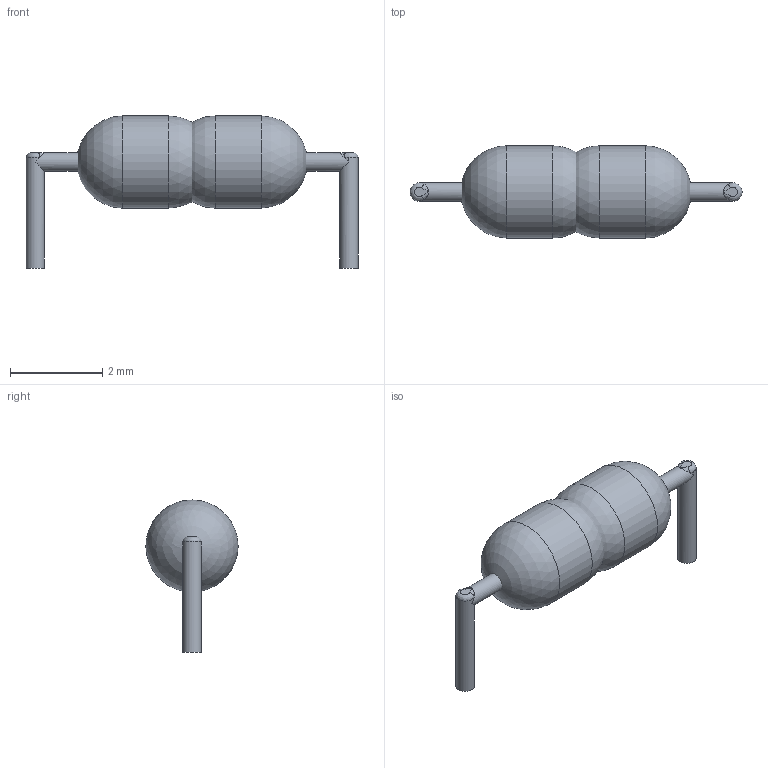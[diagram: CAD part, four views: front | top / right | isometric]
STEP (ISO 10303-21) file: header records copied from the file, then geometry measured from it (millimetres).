
FILE_DESCRIPTION(/* description */ (''),/* implementation_level */ '2;1');
FILE_NAME(/* name */ '15uH Inductor v0.step',/* time_stamp */ '2021-05-19T11:02:19+03:00',/* author */ (''),/* organization */ (''),/* preprocessor_version */ 'ST-DEVELOPER v18.1',/* originating_system */ 'Autodesk Translation Framework v10.6.0.1341',/* authorisation */ '');
FILE_SCHEMA (('AUTOMOTIVE_DESIGN { 1 0 10303 214 3 1 1 }'));
Length unit declared in the file: millimetre
Products named in the file (1): 15uH Inductor
Bounding box: 7.2 x 2 x 3.3 mm (x, y, z)
Volume: 15.5 mm3; surface area: 46.5 mm2
Topology: 4 solids, 4 shells, 24 faces, 56 edges, 32 vertices
Faces by surface type: cylinder 8, plane 6, bspline 6, sphere 4
Full cylindrical faces by diameter (mm): 0.4 x4, 2 x2
Entity records: 821 total; most frequent: CARTESIAN_POINT 269, DIRECTION 118, ORIENTED_EDGE 96, AXIS2_PLACEMENT_3D 55, EDGE_CURVE 48, VERTEX_POINT 32, CIRCLE 26, FACE_OUTER_BOUND 24
